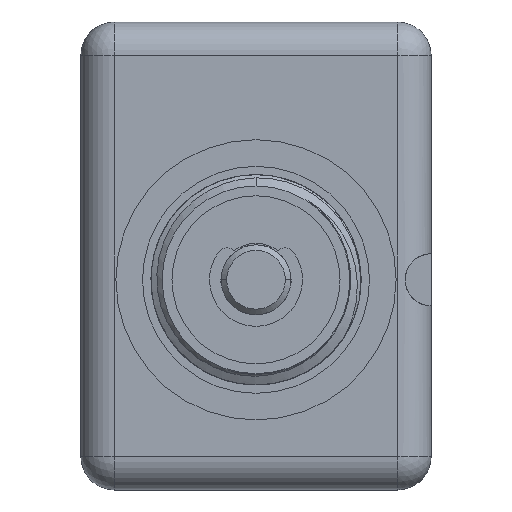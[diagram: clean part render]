
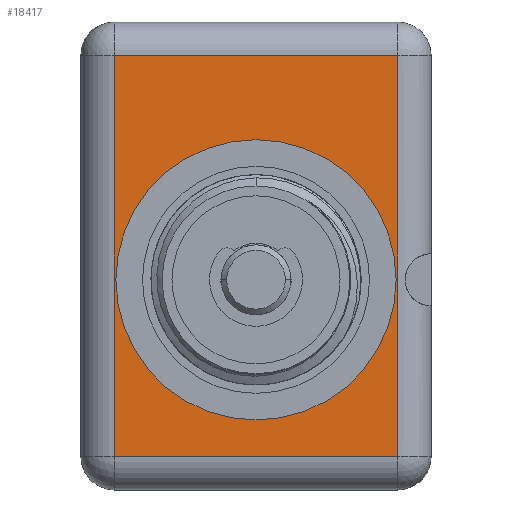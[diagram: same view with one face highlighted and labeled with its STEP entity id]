
A CAD part, front view. The second image highlights one B-rep face of the part: STEP entity #18417.
In plain terms, the highlighted planar face has unit normal (0, -1, 0).
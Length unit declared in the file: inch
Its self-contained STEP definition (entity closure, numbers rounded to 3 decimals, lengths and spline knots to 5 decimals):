
#5675=DIRECTION('',(0.,0.,-1.));
#5676=VECTOR('',#5675,0.715);
#5677=CARTESIAN_POINT('',(-0.2525,0.007,0.4));
#5678=LINE('',#5677,#5676);
#5684=CARTESIAN_POINT('',(0.,0.007,0.));
#5685=DIRECTION('',(0.,-1.,0.));
#5686=DIRECTION('',(0.,0.,1.));
#5687=AXIS2_PLACEMENT_3D('',#5684,#5685,#5686);
#5689=CARTESIAN_POINT('',(0.,0.007,0.));
#5690=DIRECTION('',(0.,-1.,0.));
#5691=DIRECTION('',(0.,0.,-1.));
#5692=AXIS2_PLACEMENT_3D('',#5689,#5690,#5691);
#5703=DIRECTION('',(1.,0.,0.));
#5704=VECTOR('',#5703,0.505);
#5705=CARTESIAN_POINT('',(-0.2525,0.007,-0.315));
#5706=LINE('',#5705,#5704);
#5925=DIRECTION('',(0.,0.,1.));
#5926=VECTOR('',#5925,0.715);
#5927=CARTESIAN_POINT('',(0.2525,0.007,-0.315));
#5928=LINE('',#5927,#5926);
#5951=DIRECTION('',(-1.,0.,0.));
#5952=VECTOR('',#5951,0.505);
#5953=CARTESIAN_POINT('',(0.2525,0.007,0.4));
#5954=LINE('',#5953,#5952);
#8215=CARTESIAN_POINT('',(-0.2525,0.007,-0.315));
#8216=CARTESIAN_POINT('',(0.2525,0.007,-0.315));
#8217=VERTEX_POINT('',#8215);
#8218=VERTEX_POINT('',#8216);
#8219=CARTESIAN_POINT('',(0.2525,0.007,0.4));
#8220=VERTEX_POINT('',#8219);
#8221=CARTESIAN_POINT('',(-0.2525,0.007,0.4));
#8222=VERTEX_POINT('',#8221);
#8550=CARTESIAN_POINT('',(0.,0.007,0.25));
#8551=CARTESIAN_POINT('',(0.,0.007,-0.25));
#8552=VERTEX_POINT('',#8550);
#8553=VERTEX_POINT('',#8551);
#18397=CARTESIAN_POINT('',(0.,0.007,0.));
#18398=DIRECTION('',(0.,1.,0.));
#18399=DIRECTION('',(-1.,0.,0.));
#18400=AXIS2_PLACEMENT_3D('',#18397,#18398,#18399);
#18401=PLANE('',#18400);
#18403=ORIENTED_EDGE('',*,*,#18402,.F.);
#18404=ORIENTED_EDGE('',*,*,#18390,.F.);
#18406=ORIENTED_EDGE('',*,*,#18405,.F.);
#18408=ORIENTED_EDGE('',*,*,#18407,.F.);
#18409=EDGE_LOOP('',(#18403,#18404,#18406,#18408));
#18410=FACE_OUTER_BOUND('',#18409,.F.);
#18412=ORIENTED_EDGE('',*,*,#18411,.T.);
#18414=ORIENTED_EDGE('',*,*,#18413,.T.);
#18415=EDGE_LOOP('',(#18412,#18414));
#18416=FACE_BOUND('',#18415,.F.);
#5688=CIRCLE('',#5687,0.25);
#5693=CIRCLE('',#5692,0.25);
#18390=EDGE_CURVE('',#8222,#8217,#5678,.T.);
#18402=EDGE_CURVE('',#8217,#8218,#5706,.T.);
#18405=EDGE_CURVE('',#8220,#8222,#5954,.T.);
#18407=EDGE_CURVE('',#8218,#8220,#5928,.T.);
#18411=EDGE_CURVE('',#8552,#8553,#5688,.T.);
#18413=EDGE_CURVE('',#8553,#8552,#5693,.T.);
#18417=ADVANCED_FACE('',(#18410,#18416),#18401,.F.);
